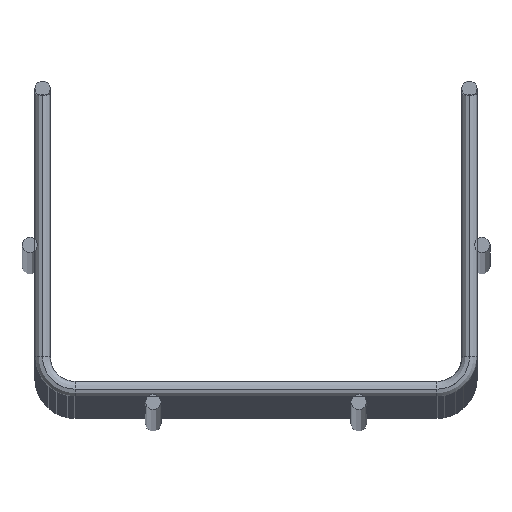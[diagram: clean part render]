
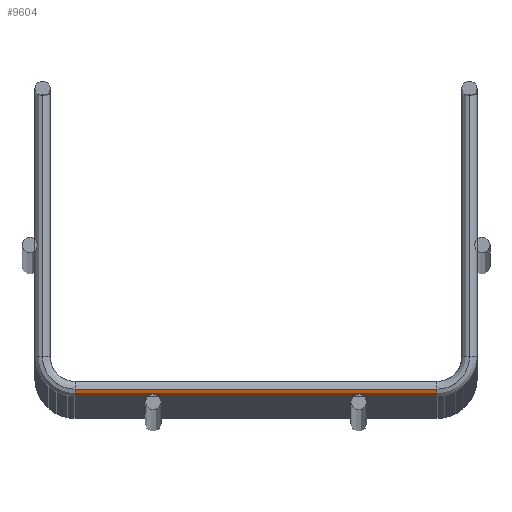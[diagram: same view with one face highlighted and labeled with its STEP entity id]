
A CAD part, top view. The second image highlights one B-rep face of the part: STEP entity #9604.
In plain terms, the highlighted cylindrical face has radius 1.9 mm (diameter 3.8 mm), a partial arc.
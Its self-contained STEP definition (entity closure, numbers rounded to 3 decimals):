
#74 = ORIENTED_EDGE ( 'NONE', *, *, #3025, .T. ) ;
#644 = CARTESIAN_POINT ( 'NONE',  ( -44., 0., -1.9 ) ) ;
#859 = CIRCLE ( 'NONE', #7548, 1.9 ) ;
#1049 = VECTOR ( 'NONE', #13243, 1000. ) ;
#1804 = CYLINDRICAL_SURFACE ( 'NONE', #15083, 1.9 ) ;
#2295 = CARTESIAN_POINT ( 'NONE',  ( -53.8, 0., -1.9 ) ) ;
#2333 = VERTEX_POINT ( 'NONE', #4960 ) ;
#2587 = AXIS2_PLACEMENT_3D ( 'NONE', #14497, #7469, #10332 ) ;
#2708 = EDGE_LOOP ( 'NONE', ( #12122, #11927, #8935, #74 ) ) ;
#3025 = EDGE_CURVE ( 'NONE', #3271, #3075, #4132, .T. ) ;
#3075 = VERTEX_POINT ( 'NONE', #16578 ) ;
#3271 = VERTEX_POINT ( 'NONE', #6873 ) ;
#3407 = DIRECTION ( 'NONE',  ( 1., 0., 0. ) ) ;
#4132 = LINE ( 'NONE', #8512, #11166 ) ;
#4893 = FACE_OUTER_BOUND ( 'NONE', #2708, .T. ) ;
#4960 = CARTESIAN_POINT ( 'NONE',  ( 44., 0., -1.9 ) ) ;
#5210 = LINE ( 'NONE', #2295, #1049 ) ;
#5944 = CARTESIAN_POINT ( 'NONE',  ( -44., 1.9, -1.9 ) ) ;
#6720 = EDGE_CURVE ( 'NONE', #3271, #2333, #7791, .T. ) ;
#6873 = CARTESIAN_POINT ( 'NONE',  ( 44., 1.9, 0. ) ) ;
#7414 = DIRECTION ( 'NONE',  ( 0., 1., 0. ) ) ;
#7469 = DIRECTION ( 'NONE',  ( 1., 0., 0. ) ) ;
#7548 = AXIS2_PLACEMENT_3D ( 'NONE', #5944, #3407, #15423 ) ;
#7791 = CIRCLE ( 'NONE', #2587, 1.9 ) ;
#8512 = CARTESIAN_POINT ( 'NONE',  ( -44., 1.9, 0. ) ) ;
#8591 = EDGE_CURVE ( 'NONE', #10646, #2333, #5210, .T. ) ;
#8935 = ORIENTED_EDGE ( 'NONE', *, *, #6720, .F. ) ;
#9604 = ADVANCED_FACE ( 'NONE', ( #4893 ), #1804, .T. ) ;
#10332 = DIRECTION ( 'NONE',  ( 0., 1., 0. ) ) ;
#10377 = CARTESIAN_POINT ( 'NONE',  ( 50., 1.9, -1.9 ) ) ;
#10646 = VERTEX_POINT ( 'NONE', #644 ) ;
#11166 = VECTOR ( 'NONE', #14033, 1000. ) ;
#11927 = ORIENTED_EDGE ( 'NONE', *, *, #8591, .T. ) ;
#12122 = ORIENTED_EDGE ( 'NONE', *, *, #16908, .T. ) ;
#13243 = DIRECTION ( 'NONE',  ( 1., 0., 0. ) ) ;
#14033 = DIRECTION ( 'NONE',  ( -1., 0., 0. ) ) ;
#14497 = CARTESIAN_POINT ( 'NONE',  ( 44., 1.9, -1.9 ) ) ;
#15083 = AXIS2_PLACEMENT_3D ( 'NONE', #10377, #15901, #7414 ) ;
#15423 = DIRECTION ( 'NONE',  ( 0., 0., -1. ) ) ;
#15901 = DIRECTION ( 'NONE',  ( 1., 0., 0. ) ) ;
#16578 = CARTESIAN_POINT ( 'NONE',  ( -44., 1.9, 0. ) ) ;
#16908 = EDGE_CURVE ( 'NONE', #3075, #10646, #859, .T. ) ;
